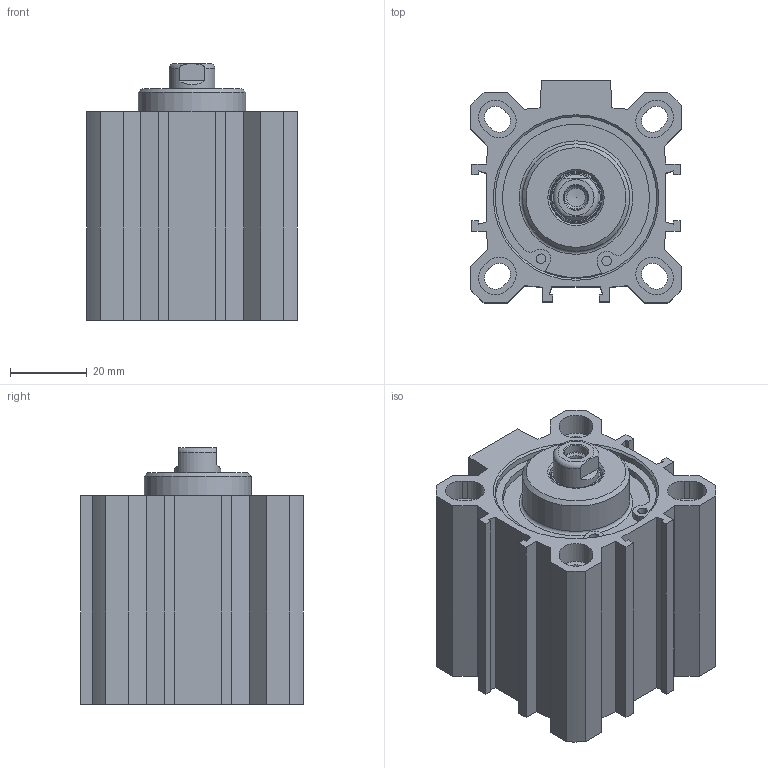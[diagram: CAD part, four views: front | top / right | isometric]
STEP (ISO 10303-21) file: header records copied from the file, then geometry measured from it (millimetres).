
FILE_DESCRIPTION((''),'2;1');
FILE_NAME('FDM040.015.GS.F.stp','2014-06-03T14:32:44',('carlo.corazza'),(''),'Autodesk Inventor 2012','Autodesk Inventor 2012','');
FILE_SCHEMA(('AUTOMOTIVE_DESIGN { 1 0 10303 214 1 1 1 1 }'));
Length unit declared in the file: millimetre
Products named in the file (5): FDM040..GS.F; CORPO-015; TA; TP; STELO-015
Assembly tree (4 placements, depth 2):
  FDM040..GS.F
    CORPO-015
    TA
    TP
    STELO-015
Bounding box: 55 x 58 x 67 mm (x, y, z)
Volume: 78479.8 mm3; surface area: 43027.5 mm2
Topology: 4 solids, 5 shells, 238 faces, 586 edges, 377 vertices
Faces by surface type: plane 129, cylinder 68, cone 28, torus 13
Full cylindrical faces by diameter (mm): 2.25 x2, 2.5 x4, 4.917 x2, 6.25 x1, 8.566 x2, 12 x1, 12.54 x1, 13.7 x1, 14 x1, 16.32 x1, 16.5 x1, 27.9 x1, 28 x1, 40 x1, 41.7 x4, 42.2 x2, 44.7 x2
Entity records: 7133 total; most frequent: CARTESIAN_POINT 1293, DIRECTION 1162, ORIENTED_EDGE 1014, EDGE_CURVE 507, AXIS2_PLACEMENT_3D 422, VERTEX_POINT 363, EDGE_LOOP 338, VECTOR 318
